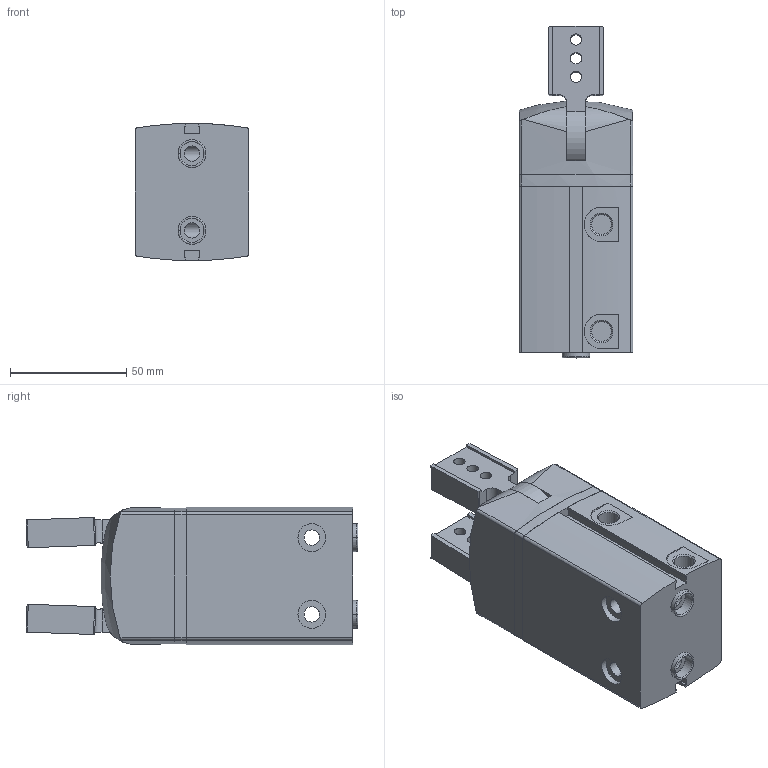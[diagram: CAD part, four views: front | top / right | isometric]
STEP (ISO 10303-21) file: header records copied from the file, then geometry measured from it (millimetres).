
FILE_DESCRIPTION(/* description */ ('STEP AP214'),/* implementation_level */ '2;1');
FILE_NAME(/* name */ '1310167_DHRS-40-A-NC',/* time_stamp */ '2024-08-19T21:18:56+02:00',/* author */ ('License CC BY-ND 4.0'),/* organization */ ('CADENAS'),/* preprocessor_version */ 'ST-DEVELOPER v19.3',/* originating_system */ 'PARTsolutions',/* authorisation */ ' ');
FILE_SCHEMA (('AUTOMOTIVE_DESIGN {1 0 10303 214 3 1 1}'));
Length unit declared in the file: millimetre
Products named in the file (4): 1310167 DHRS-40-A-NC---(0); 1310167 DHRS-40-A-NC---(Geh); 1310167 DHRS-40-A-NC---(Griff); 8137185 ZBH-12-B
Assembly tree (5 placements, depth 2):
  1310167 DHRS-40-A-NC---(0)
    1310167 DHRS-40-A-NC---(Geh)
    1310167 DHRS-40-A-NC---(Griff)  x2
    8137185 ZBH-12-B  x2
Bounding box: 49 x 142.65 x 59 mm (x, y, z)
Volume: 299800.6 mm3; surface area: 45759.4 mm2
Topology: 5 solids, 5 shells, 179 faces, 460 edges, 304 vertices
Faces by surface type: plane 108, cylinder 64, torus 5, cone 2
Full cylindrical faces by diameter (mm): 4.917 x4, 5 x2, 6.647 x4, 8.566 x2, 12 x6
Entity records: 5070 total; most frequent: CARTESIAN_POINT 839, DIRECTION 721, ORIENTED_EDGE 678, EDGE_CURVE 339, AXIS2_PLACEMENT_3D 264, VERTEX_POINT 236, LINE 193, VECTOR 193
